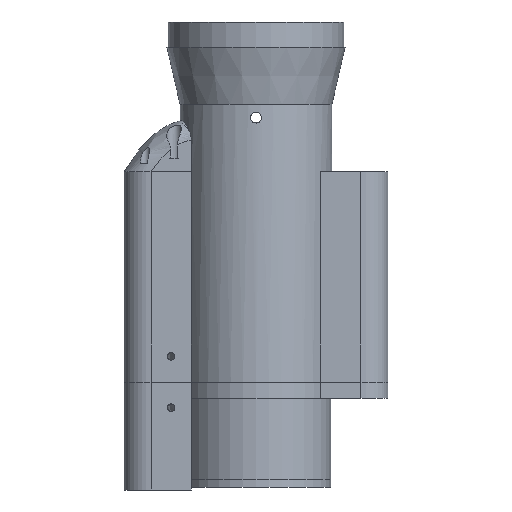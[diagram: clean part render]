
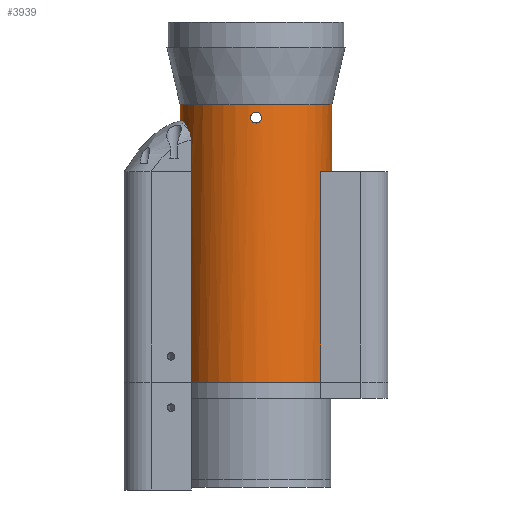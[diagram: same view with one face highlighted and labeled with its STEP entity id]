
A CAD part, front view. The second image highlights one B-rep face of the part: STEP entity #3939.
In plain terms, the highlighted cylindrical face has radius 28.15 mm (diameter 56.3 mm), a full revolution.
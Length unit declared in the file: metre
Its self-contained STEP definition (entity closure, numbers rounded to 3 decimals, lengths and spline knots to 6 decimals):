
#101=CYLINDRICAL_SURFACE('',#4395,0.02815);
#257=LINE('',#6760,#537);
#258=LINE('',#6762,#538);
#259=LINE('',#6766,#539);
#260=LINE('',#6767,#540);
#537=VECTOR('',#5166,1.);
#538=VECTOR('',#5167,1.);
#539=VECTOR('',#5170,1.);
#540=VECTOR('',#5171,1.);
#792=CIRCLE('',#4350,0.02815);
#795=CIRCLE('',#4353,0.02815);
#828=CIRCLE('',#4396,0.02815);
#829=CIRCLE('',#4397,0.02815);
#830=CIRCLE('',#4398,0.02815);
#1348=ORIENTED_EDGE('',*,*,#2208,.T.);
#1349=ORIENTED_EDGE('',*,*,#2209,.T.);
#1350=ORIENTED_EDGE('',*,*,#2210,.F.);
#1351=ORIENTED_EDGE('',*,*,#2211,.F.);
#1352=ORIENTED_EDGE('',*,*,#2135,.T.);
#1353=ORIENTED_EDGE('',*,*,#2212,.T.);
#1354=ORIENTED_EDGE('',*,*,#2213,.T.);
#1355=ORIENTED_EDGE('',*,*,#2214,.F.);
#1356=ORIENTED_EDGE('',*,*,#2141,.T.);
#1357=ORIENTED_EDGE('',*,*,#2215,.T.);
#1358=ORIENTED_EDGE('',*,*,#2216,.T.);
#2135=EDGE_CURVE('',#2617,#2616,#792,.T.);
#2141=EDGE_CURVE('',#2623,#2622,#795,.T.);
#2208=EDGE_CURVE('',#2687,#2687,#2882,.T.);
#2209=EDGE_CURVE('',#2688,#2688,#2883,.T.);
#2210=EDGE_CURVE('',#2689,#2689,#828,.T.);
#2211=EDGE_CURVE('',#2617,#2690,#257,.T.);
#2212=EDGE_CURVE('',#2616,#2691,#258,.T.);
#2213=EDGE_CURVE('',#2691,#2692,#829,.T.);
#2214=EDGE_CURVE('',#2623,#2692,#259,.T.);
#2215=EDGE_CURVE('',#2622,#2693,#260,.T.);
#2216=EDGE_CURVE('',#2693,#2690,#830,.T.);
#2616=VERTEX_POINT('',#6571);
#2617=VERTEX_POINT('',#6573);
#2622=VERTEX_POINT('',#6583);
#2623=VERTEX_POINT('',#6585);
#2687=VERTEX_POINT('',#6745);
#2688=VERTEX_POINT('',#6757);
#2689=VERTEX_POINT('',#6759);
#2690=VERTEX_POINT('',#6761);
#2691=VERTEX_POINT('',#6763);
#2692=VERTEX_POINT('',#6765);
#2693=VERTEX_POINT('',#6768);
#2882=B_SPLINE_CURVE_WITH_KNOTS('',3,(#6734,#6735,#6736,#6737,#6738,#6739,
#6740,#6741,#6742,#6743,#6744),.UNSPECIFIED.,.T.,.F.,(1,1,1,1,1,1,1,1,1,
1,1,1,1,1,1),(-0.004691,-0.003127,-0.001564,
0.,0.001564,0.003127,0.004691,
0.006254,0.007818,0.009381,0.010945,
0.012508,0.014072,0.015635,0.017199),
 .UNSPECIFIED.);
#2883=B_SPLINE_CURVE_WITH_KNOTS('',3,(#6746,#6747,#6748,#6749,#6750,#6751,
#6752,#6753,#6754,#6755,#6756),.UNSPECIFIED.,.T.,.F.,(1,1,1,1,1,1,1,1,1,
1,1,1,1,1,1),(-0.004691,-0.003127,-0.001564,
0.,0.001564,0.003127,0.004691,
0.006254,0.007818,0.009381,0.010945,
0.012508,0.014072,0.015635,0.017199),
 .UNSPECIFIED.);
#3088=EDGE_LOOP('',(#1348));
#3089=EDGE_LOOP('',(#1349));
#3090=EDGE_LOOP('',(#1350));
#3091=EDGE_LOOP('',(#1351,#1352,#1353,#1354,#1355,#1356,#1357,#1358));
#3502=FACE_BOUND('',#3088,.T.);
#3503=FACE_BOUND('',#3089,.T.);
#3504=FACE_BOUND('',#3090,.T.);
#3505=FACE_BOUND('',#3091,.T.);
#3939=ADVANCED_FACE('',(#3502,#3503,#3504,#3505),#101,.T.);
#4350=AXIS2_PLACEMENT_3D('',#6572,#5040,#5041);
#4353=AXIS2_PLACEMENT_3D('',#6584,#5049,#5050);
#4395=AXIS2_PLACEMENT_3D('',#6733,#5162,#5163);
#4396=AXIS2_PLACEMENT_3D('',#6758,#5164,#5165);
#4397=AXIS2_PLACEMENT_3D('',#6764,#5168,#5169);
#4398=AXIS2_PLACEMENT_3D('',#6769,#5172,#5173);
#5040=DIRECTION('',(0.,0.,1.));
#5041=DIRECTION('',(1.,0.,0.));
#5049=DIRECTION('',(0.,0.,1.));
#5050=DIRECTION('',(1.,0.,0.));
#5162=DIRECTION('',(0.,0.,-1.));
#5163=DIRECTION('',(-1.,0.,0.));
#5164=DIRECTION('',(0.,0.,1.));
#5165=DIRECTION('',(1.,0.,0.));
#5166=DIRECTION('',(0.,0.,1.));
#5167=DIRECTION('',(0.,0.,1.));
#5168=DIRECTION('',(0.,0.,1.));
#5169=DIRECTION('',(1.,0.,0.));
#5170=DIRECTION('',(0.,0.,1.));
#5171=DIRECTION('',(0.,0.,1.));
#5172=DIRECTION('',(0.,0.,1.));
#5173=DIRECTION('',(-1.,0.,0.));
#6571=CARTESIAN_POINT('',(-0.024018,0.014682,0.036));
#6572=CARTESIAN_POINT('',(0.,0.,0.036));
#6573=CARTESIAN_POINT('',(0.024018,0.014682,0.036));
#6583=CARTESIAN_POINT('',(0.024018,-0.014682,0.036));
#6584=CARTESIAN_POINT('',(0.,0.,0.036));
#6585=CARTESIAN_POINT('',(-0.024018,-0.014682,0.036));
#6733=CARTESIAN_POINT('',(0.,0.,0.042));
#6734=CARTESIAN_POINT('',(-0.001569,0.028114,0.132434));
#6735=CARTESIAN_POINT('',(0.,0.028168,0.131783));
#6736=CARTESIAN_POINT('',(0.001567,0.028114,0.132434));
#6737=CARTESIAN_POINT('',(0.002216,0.028061,0.133998));
#6738=CARTESIAN_POINT('',(0.001568,0.028114,0.135567));
#6739=CARTESIAN_POINT('',(0.,0.028168,0.136216));
#6740=CARTESIAN_POINT('',(-0.001565,0.028115,0.135569));
#6741=CARTESIAN_POINT('',(-0.002216,0.028061,0.134002));
#6742=CARTESIAN_POINT('',(-0.001569,0.028114,0.132434));
#6743=CARTESIAN_POINT('',(0.,0.028168,0.131783));
#6744=CARTESIAN_POINT('',(0.001567,0.028114,0.132434));
#6745=CARTESIAN_POINT('',(0.,0.02815,0.132));
#6746=CARTESIAN_POINT('',(0.001569,-0.028114,0.132434));
#6747=CARTESIAN_POINT('',(0.,-0.028168,0.131783));
#6748=CARTESIAN_POINT('',(-0.001567,-0.028114,0.132434));
#6749=CARTESIAN_POINT('',(-0.002216,-0.028061,0.133998));
#6750=CARTESIAN_POINT('',(-0.001568,-0.028114,0.135567));
#6751=CARTESIAN_POINT('',(0.,-0.028168,0.136216));
#6752=CARTESIAN_POINT('',(0.001565,-0.028115,0.135569));
#6753=CARTESIAN_POINT('',(0.002216,-0.028061,0.134002));
#6754=CARTESIAN_POINT('',(0.001569,-0.028114,0.132434));
#6755=CARTESIAN_POINT('',(0.,-0.028168,0.131783));
#6756=CARTESIAN_POINT('',(-0.001567,-0.028114,0.132434));
#6757=CARTESIAN_POINT('',(0.,-0.02815,0.132));
#6758=CARTESIAN_POINT('',(0.,0.,0.139));
#6759=CARTESIAN_POINT('',(0.02815,0.,0.139));
#6760=CARTESIAN_POINT('',(0.024018,0.014682,0.035998));
#6761=CARTESIAN_POINT('',(0.024018,0.014682,0.114));
#6762=CARTESIAN_POINT('',(-0.024018,0.014682,0.035998));
#6763=CARTESIAN_POINT('',(-0.024018,0.014682,0.114));
#6764=CARTESIAN_POINT('',(0.,0.,0.114));
#6765=CARTESIAN_POINT('',(-0.024018,-0.014682,0.114));
#6766=CARTESIAN_POINT('',(-0.024018,-0.014682,0.035998));
#6767=CARTESIAN_POINT('',(0.024018,-0.014682,0.035998));
#6768=CARTESIAN_POINT('',(0.024018,-0.014682,0.114));
#6769=CARTESIAN_POINT('',(0.,0.,0.114));
